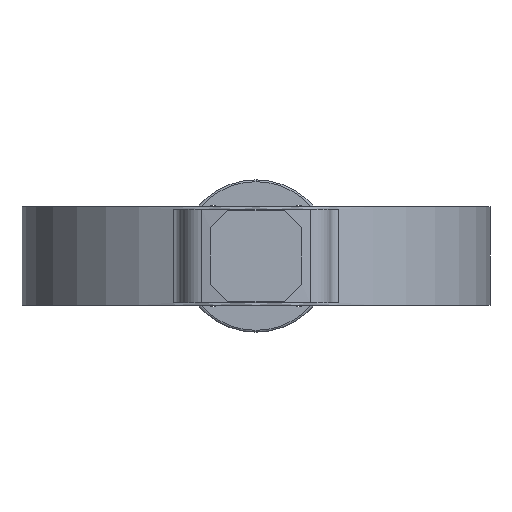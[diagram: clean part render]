
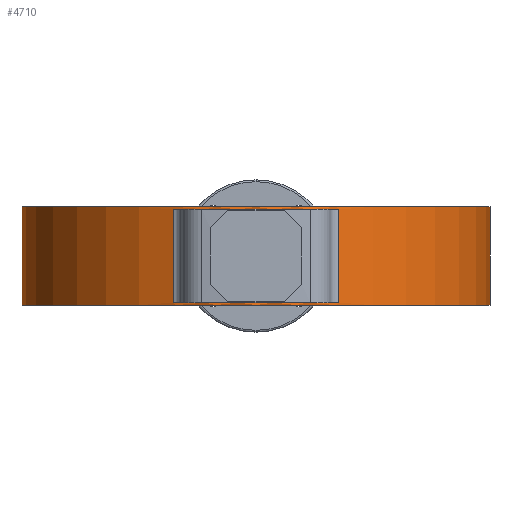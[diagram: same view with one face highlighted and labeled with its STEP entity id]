
A CAD part, front view. The second image highlights one B-rep face of the part: STEP entity #4710.
In plain terms, the highlighted cylindrical face has radius 269 mm (diameter 538 mm), a partial arc.
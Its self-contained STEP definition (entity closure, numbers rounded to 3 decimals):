
#199 = FACE_OUTER_BOUND ( 'NONE', #3697, .T. ) ;
#208 = FACE_BOUND ( 'NONE', #3585, .T. ) ;
#210 = CYLINDRICAL_SURFACE ( 'NONE', #3867, 269. ) ;
#557 = VERTEX_POINT ( 'NONE', #1540 ) ;
#589 = VERTEX_POINT ( 'NONE', #1522 ) ;
#591 = VERTEX_POINT ( 'NONE', #1503 ) ;
#597 = VERTEX_POINT ( 'NONE', #1322 ) ;
#790 = LINE ( 'NONE', #1467, #794 ) ;
#791 = CIRCLE ( 'NONE', #4797, 269. ) ;
#793 = CIRCLE ( 'NONE', #4799, 269. ) ;
#794 = VECTOR ( 'NONE', #1479, 1000. ) ;
#795 = LINE ( 'NONE', #1471, #797 ) ;
#796 = CIRCLE ( 'NONE', #4798, 269. ) ;
#797 = VECTOR ( 'NONE', #1457, 1000. ) ;
#860 = CIRCLE ( 'NONE', #4813, 269. ) ;
#866 = LINE ( 'NONE', #4656, #875 ) ;
#869 = LINE ( 'NONE', #4662, #872 ) ;
#872 = VECTOR ( 'NONE', #4660, 1000. ) ;
#875 = VECTOR ( 'NONE', #4671, 1000. ) ;
#1124 = EDGE_CURVE ( 'NONE', #4497, #597, #790, .T. ) ;
#1125 = EDGE_CURVE ( 'NONE', #4512, #4497, #791, .T. ) ;
#1126 = EDGE_CURVE ( 'NONE', #591, #4512, #795, .T. ) ;
#1127 = EDGE_CURVE ( 'NONE', #589, #557, #796, .T. ) ;
#1128 = EDGE_CURVE ( 'NONE', #4504, #4517, #793, .T. ) ;
#1189 = EDGE_CURVE ( 'NONE', #591, #597, #860, .T. ) ;
#1192 = EDGE_CURVE ( 'NONE', #4504, #589, #869, .T. ) ;
#1194 = EDGE_CURVE ( 'NONE', #4517, #557, #866, .T. ) ;
#1322 = CARTESIAN_POINT ( 'NONE',  ( 94.718, -251.773, -53.5 ) ) ;
#1457 = DIRECTION ( 'NONE',  ( 0., 0., 1. ) ) ;
#1467 = CARTESIAN_POINT ( 'NONE',  ( 94.718, -251.773, 56.5 ) ) ;
#1471 = CARTESIAN_POINT ( 'NONE',  ( -94.718, -251.773, 56.5 ) ) ;
#1473 = CARTESIAN_POINT ( 'NONE',  ( 0., 0., 53.5 ) ) ;
#1479 = DIRECTION ( 'NONE',  ( 0., 0., -1. ) ) ;
#1488 = DIRECTION ( 'NONE',  ( 1., 0., 0. ) ) ;
#1489 = DIRECTION ( 'NONE',  ( 0., 0., 1. ) ) ;
#1503 = CARTESIAN_POINT ( 'NONE',  ( -94.718, -251.773, -53.5 ) ) ;
#1508 = CARTESIAN_POINT ( 'NONE',  ( 0., 0., -56.5 ) ) ;
#1509 = DIRECTION ( 'NONE',  ( 0., 0., 1. ) ) ;
#1511 = DIRECTION ( 'NONE',  ( 1., 0., 0. ) ) ;
#1513 = CARTESIAN_POINT ( 'NONE',  ( 0., 0., 56.5 ) ) ;
#1514 = DIRECTION ( 'NONE',  ( 0., 0., 1. ) ) ;
#1515 = DIRECTION ( 'NONE',  ( 1., 0., 0. ) ) ;
#1522 = CARTESIAN_POINT ( 'NONE',  ( -269., 0., -56.5 ) ) ;
#1540 = CARTESIAN_POINT ( 'NONE',  ( 269., 0., -56.5 ) ) ;
#1914 = DIRECTION ( 'NONE',  ( -1., 0., 0. ) ) ;
#1921 = CARTESIAN_POINT ( 'NONE',  ( 0., 0., 56.5 ) ) ;
#1922 = DIRECTION ( 'NONE',  ( 0., 0., -1. ) ) ;
#2267 = CARTESIAN_POINT ( 'NONE',  ( 94.718, -251.773, 53.5 ) ) ;
#2273 = CARTESIAN_POINT ( 'NONE',  ( -269., 0., 56.5 ) ) ;
#2763 = CARTESIAN_POINT ( 'NONE',  ( -94.718, -251.773, 53.5 ) ) ;
#2768 = CARTESIAN_POINT ( 'NONE',  ( 269., 0., 56.5 ) ) ;
#3585 = EDGE_LOOP ( 'NONE', ( #5178, #5179, #5180, #5181 ) ) ;
#3697 = EDGE_LOOP ( 'NONE', ( #5174, #5175, #5176, #5177 ) ) ;
#3867 = AXIS2_PLACEMENT_3D ( 'NONE', #1921, #1922, #1914 ) ;
#4497 = VERTEX_POINT ( 'NONE', #2267 ) ;
#4504 = VERTEX_POINT ( 'NONE', #2273 ) ;
#4512 = VERTEX_POINT ( 'NONE', #2763 ) ;
#4517 = VERTEX_POINT ( 'NONE', #2768 ) ;
#4656 = CARTESIAN_POINT ( 'NONE',  ( 269., 0., 56.5 ) ) ;
#4658 = DIRECTION ( 'NONE',  ( 0., 0., 1. ) ) ;
#4660 = DIRECTION ( 'NONE',  ( 0., 0., -1. ) ) ;
#4662 = CARTESIAN_POINT ( 'NONE',  ( -269., 0., 56.5 ) ) ;
#4666 = CARTESIAN_POINT ( 'NONE',  ( 0., 0., -53.5 ) ) ;
#4671 = DIRECTION ( 'NONE',  ( 0., 0., -1. ) ) ;
#4672 = DIRECTION ( 'NONE',  ( 1., 0., 0. ) ) ;
#4710 = ADVANCED_FACE ( 'NONE', ( #199, #208 ), #210, .T. ) ;
#4797 = AXIS2_PLACEMENT_3D ( 'NONE', #1473, #1489, #1488 ) ;
#4798 = AXIS2_PLACEMENT_3D ( 'NONE', #1508, #1509, #1511 ) ;
#4799 = AXIS2_PLACEMENT_3D ( 'NONE', #1513, #1514, #1515 ) ;
#4813 = AXIS2_PLACEMENT_3D ( 'NONE', #4666, #4658, #4672 ) ;
#5174 = ORIENTED_EDGE ( 'NONE', *, *, #1194, .F. ) ;
#5175 = ORIENTED_EDGE ( 'NONE', *, *, #1128, .F. ) ;
#5176 = ORIENTED_EDGE ( 'NONE', *, *, #1192, .T. ) ;
#5177 = ORIENTED_EDGE ( 'NONE', *, *, #1127, .T. ) ;
#5178 = ORIENTED_EDGE ( 'NONE', *, *, #1189, .F. ) ;
#5179 = ORIENTED_EDGE ( 'NONE', *, *, #1126, .T. ) ;
#5180 = ORIENTED_EDGE ( 'NONE', *, *, #1125, .T. ) ;
#5181 = ORIENTED_EDGE ( 'NONE', *, *, #1124, .T. ) ;
